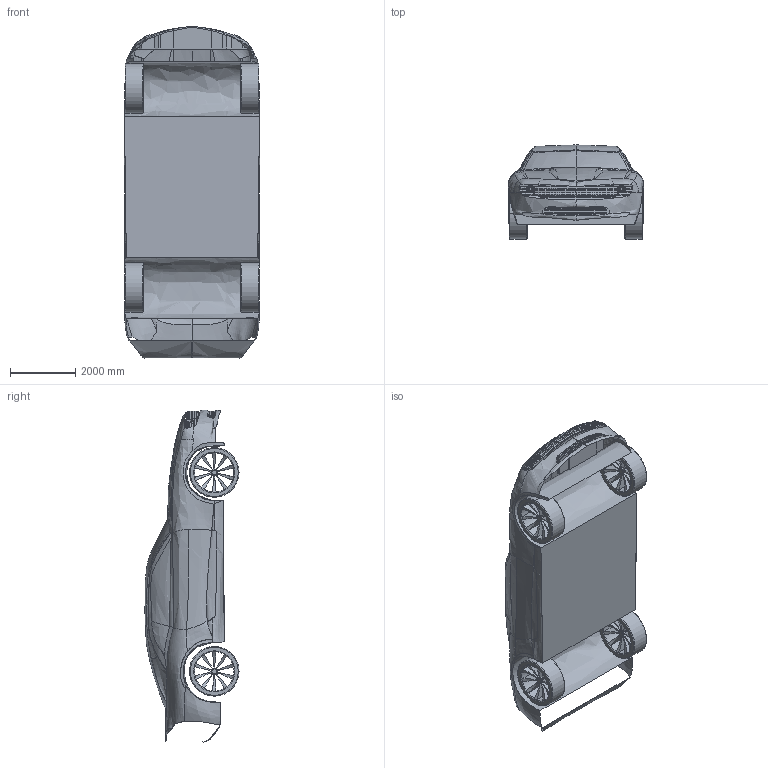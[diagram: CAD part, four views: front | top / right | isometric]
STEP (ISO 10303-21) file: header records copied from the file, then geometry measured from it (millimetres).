
FILE_DESCRIPTION((''),'2;1');
FILE_NAME('PRT0015','2022-02-28T23:30:36',('acer 1'),(''),'CREO PARAMETRIC BY PTC INC, 2020053','CREO PARAMETRIC BY PTC INC, 2020053','');
FILE_SCHEMA(('CONFIG_CONTROL_DESIGN'));
Products named in the file (1): PRT0015
Bounding box: 4164.22 x 2891.5 x 10196.97 mm (x, y, z)
Volume: 2044910893.4 mm3; surface area: 220182869.8 mm2
Topology: 9 solids, 16 shells, 741 faces, 2124 edges, 1312 vertices
Faces by surface type: plane 388, bspline 171, cylinder 120, torus 56, extrusion 4, revolution 2
Entity records: 49560 total; most frequent: CARTESIAN_POINT 30831, ORIENTED_EDGE 4082, DIRECTION 3653, EDGE_CURVE 2116, AXIS2_PLACEMENT_3D 1355, VERTEX_POINT 1312, VECTOR 941, LINE 937
